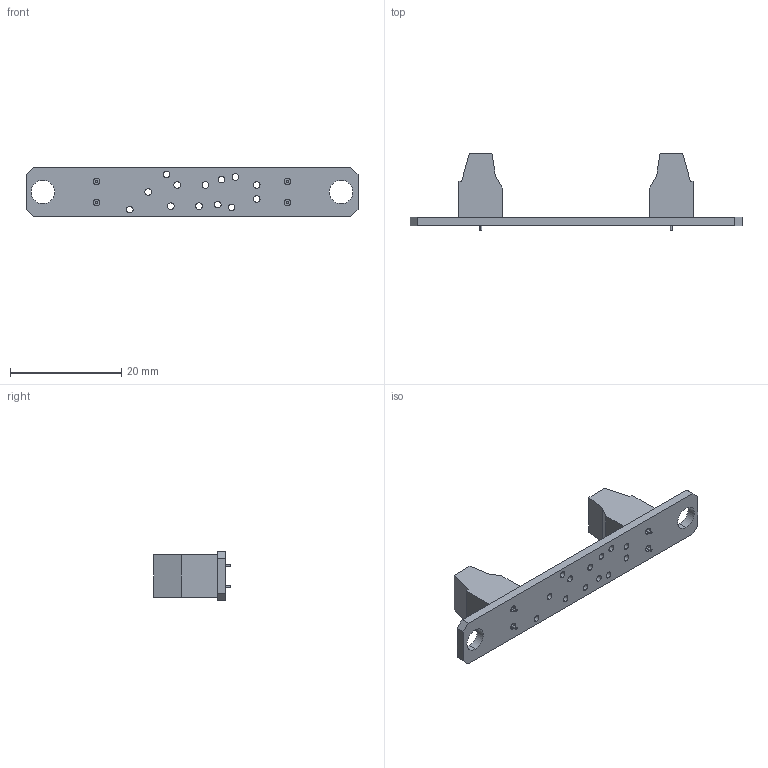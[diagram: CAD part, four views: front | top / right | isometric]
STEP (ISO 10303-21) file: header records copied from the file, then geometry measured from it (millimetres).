
FILE_DESCRIPTION (( 'STEP AP214' ), '1' );
FILE_NAME ('IX-50P.STEP', '2019-07-30T20:16:34', ( '' ), ( '' ), 'SwSTEP 2.0', 'SolidWorks 2019', '' );
FILE_SCHEMA (( 'AUTOMOTIVE_DESIGN' ));
Length unit declared in the file: inch
Products named in the file (2): IX-50P
Bounding box: 59.69 x 13.82 x 8.89 mm (x, y, z)
Volume: 1770.5 mm3; surface area: 2434.7 mm2
Topology: 3 solids, 3 shells, 108 faces, 282 edges, 188 vertices
Faces by surface type: cylinder 54, plane 54
Entity records: 4433 total; most frequent: DIRECTION 626, CARTESIAN_POINT 580, ORIENTED_EDGE 564, EDGE_CURVE 282, AXIS2_PLACEMENT_3D 234, VERTEX_POINT 188, VECTOR 158, LINE 158
